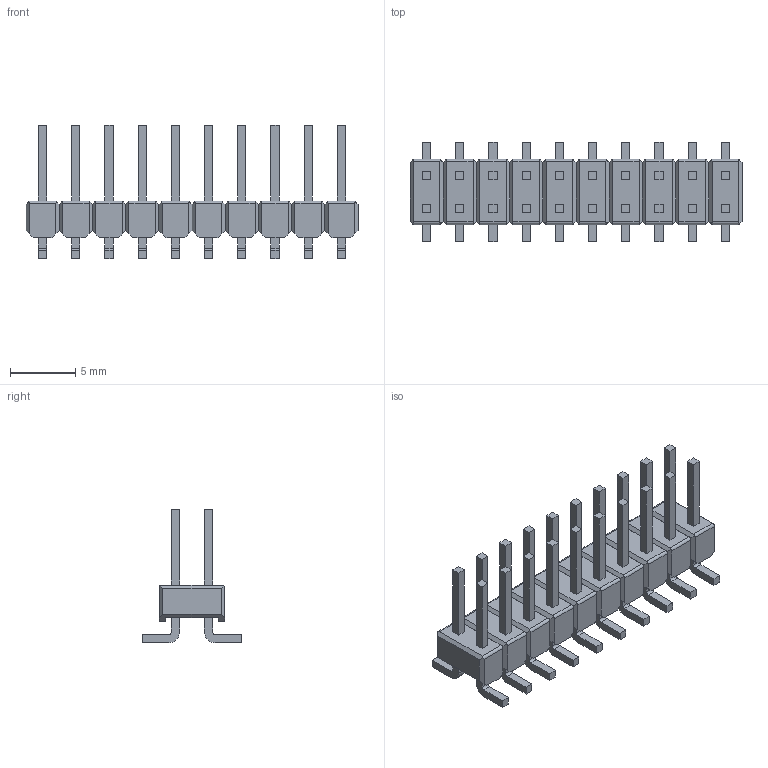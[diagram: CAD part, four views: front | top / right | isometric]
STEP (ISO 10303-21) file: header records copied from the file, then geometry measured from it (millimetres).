
FILE_DESCRIPTION((''),'2;1');
FILE_NAME('C-1241050-10-3','2007-08-31T',('workeradm'),('Tyco Electronics Corporation'),'PRO/ENGINEER BY PARAMETRIC TECHNOLOGY CORPORATION, 2005450','PRO/ENGINEER BY PARAMETRIC TECHNOLOGY CORPORATION, 2005450','');
FILE_SCHEMA(('CONFIG_CONTROL_DESIGN', 'GEOMETRIC_VALIDATION_PROPERTIES_MIM'));
Length unit declared in the file: millimetre
Products named in the file (1): C-1241050-10-3
Bounding box: 25.4 x 7.62 x 10.21 mm (x, y, z)
Volume: 390.6 mm3; surface area: 932.8 mm2
Topology: 1 solids, 1 shells, 462 faces, 1224 edges, 804 vertices
Faces by surface type: plane 402, cylinder 60
Entity records: 14189 total; most frequent: CARTESIAN_POINT 2671, ORIENTED_EDGE 2448, DIRECTION 2148, EDGE_CURVE 1224, VECTOR 1064, LINE 1064, VERTEX_POINT 804, AXIS2_PLACEMENT_3D 542
